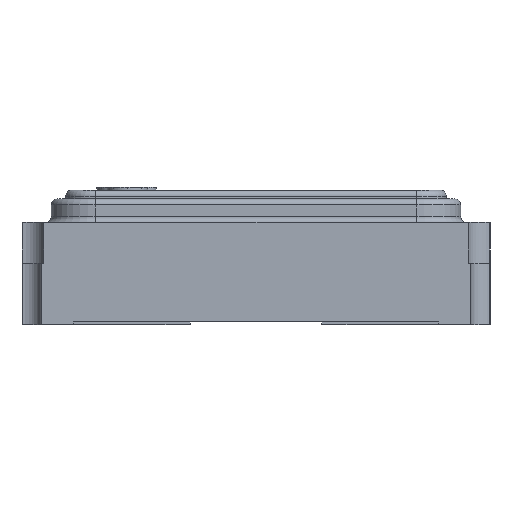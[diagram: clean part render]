
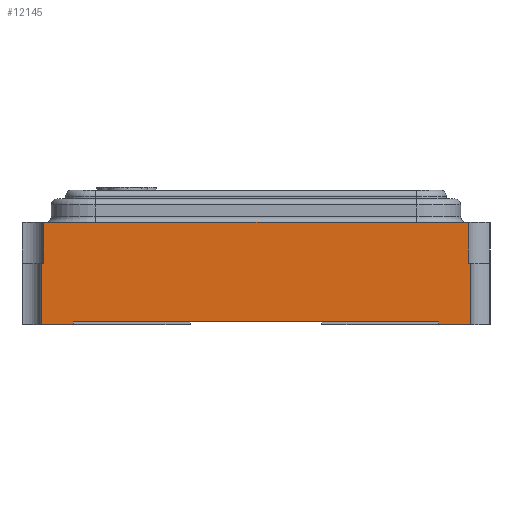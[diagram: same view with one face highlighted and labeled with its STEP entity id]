
A CAD part, left-side view. The second image highlights one B-rep face of the part: STEP entity #12145.
In plain terms, the highlighted planar face has unit normal (-1, 0, 0).
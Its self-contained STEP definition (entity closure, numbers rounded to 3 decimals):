
#152 = VERTEX_POINT ( 'NONE', #14604 ) ;
#236 = EDGE_CURVE ( 'NONE', #2612, #4971, #6072, .T. ) ;
#459 = VERTEX_POINT ( 'NONE', #10665 ) ;
#525 = CARTESIAN_POINT ( 'NONE',  ( -1., -0.735, 0.2 ) ) ;
#594 = EDGE_CURVE ( 'NONE', #2612, #9209, #16532, .T. ) ;
#663 = ORIENTED_EDGE ( 'NONE', *, *, #10169, .T. ) ;
#664 = VECTOR ( 'NONE', #6363, 1000. ) ;
#701 = EDGE_CURVE ( 'NONE', #9209, #3061, #4245, .T. ) ;
#736 = ORIENTED_EDGE ( 'NONE', *, *, #10377, .T. ) ;
#1126 = CARTESIAN_POINT ( 'NONE',  ( -1., 0.735, 0.2 ) ) ;
#1174 = VERTEX_POINT ( 'NONE', #6933 ) ;
#1518 = LINE ( 'NONE', #3544, #9331 ) ;
#1637 = ORIENTED_EDGE ( 'NONE', *, *, #15748, .F. ) ;
#1748 = VECTOR ( 'NONE', #17583, 1000. ) ;
#2035 = VECTOR ( 'NONE', #13322, 1000. ) ;
#2177 = CARTESIAN_POINT ( 'NONE',  ( -1., 0.8, 0. ) ) ;
#2243 = VECTOR ( 'NONE', #7609, 1000. ) ;
#2246 = VECTOR ( 'NONE', #9449, 1000. ) ;
#2390 = EDGE_CURVE ( 'NONE', #1174, #4971, #10957, .T. ) ;
#2612 = VERTEX_POINT ( 'NONE', #1126 ) ;
#2951 = CARTESIAN_POINT ( 'NONE',  ( -1., -0.735, -0.01 ) ) ;
#3050 = VECTOR ( 'NONE', #16448, 1000. ) ;
#3061 = VERTEX_POINT ( 'NONE', #8659 ) ;
#3544 = CARTESIAN_POINT ( 'NONE',  ( -1., -0.725, 0. ) ) ;
#3712 = DIRECTION ( 'NONE',  ( 0., 0., -1. ) ) ;
#3825 = CARTESIAN_POINT ( 'NONE',  ( -1., -0.725, 0.2 ) ) ;
#4245 = LINE ( 'NONE', #8592, #14743 ) ;
#4595 = CARTESIAN_POINT ( 'NONE',  ( -1., 0.625, 0.2 ) ) ;
#4685 = LINE ( 'NONE', #2177, #11786 ) ;
#4885 = ORIENTED_EDGE ( 'NONE', *, *, #7629, .F. ) ;
#4956 = VERTEX_POINT ( 'NONE', #6775 ) ;
#4971 = VERTEX_POINT ( 'NONE', #11170 ) ;
#6072 = LINE ( 'NONE', #11769, #664 ) ;
#6363 = DIRECTION ( 'NONE',  ( 0., -1., 0. ) ) ;
#6588 = DIRECTION ( 'NONE',  ( 1., 0., 0. ) ) ;
#6683 = CARTESIAN_POINT ( 'NONE',  ( -1., 0.8, 0.34 ) ) ;
#6775 = CARTESIAN_POINT ( 'NONE',  ( -1., 0.625, 0. ) ) ;
#6933 = CARTESIAN_POINT ( 'NONE',  ( -1., 0.725, 0.34 ) ) ;
#7479 = VERTEX_POINT ( 'NONE', #2951 ) ;
#7609 = DIRECTION ( 'NONE',  ( 0., 1., 0. ) ) ;
#7629 = EDGE_CURVE ( 'NONE', #4956, #3061, #15839, .T. ) ;
#7675 = DIRECTION ( 'NONE',  ( 0., 0., 1. ) ) ;
#7787 = DIRECTION ( 'NONE',  ( 0., -1., 0. ) ) ;
#8050 = ORIENTED_EDGE ( 'NONE', *, *, #236, .F. ) ;
#8592 = CARTESIAN_POINT ( 'NONE',  ( -1., 0.735, -0.01 ) ) ;
#8659 = CARTESIAN_POINT ( 'NONE',  ( -1., 0.625, -0.01 ) ) ;
#8900 = LINE ( 'NONE', #9163, #1748 ) ;
#9163 = CARTESIAN_POINT ( 'NONE',  ( -1., -0.735, 0.2 ) ) ;
#9209 = VERTEX_POINT ( 'NONE', #15763 ) ;
#9212 = PLANE ( 'NONE',  #13550 ) ;
#9331 = VECTOR ( 'NONE', #7675, 1000. ) ;
#9349 = LINE ( 'NONE', #10943, #2246 ) ;
#9449 = DIRECTION ( 'NONE',  ( 0., 1., 0. ) ) ;
#9611 = CARTESIAN_POINT ( 'NONE',  ( -1., -0.725, 0.34 ) ) ;
#9738 = VERTEX_POINT ( 'NONE', #9611 ) ;
#9783 = DIRECTION ( 'NONE',  ( 0., 1., 0. ) ) ;
#9992 = DIRECTION ( 'NONE',  ( 0., -1., 0. ) ) ;
#10169 = EDGE_CURVE ( 'NONE', #13296, #9738, #1518, .T. ) ;
#10268 = VERTEX_POINT ( 'NONE', #14122 ) ;
#10377 = EDGE_CURVE ( 'NONE', #459, #152, #10853, .T. ) ;
#10454 = LINE ( 'NONE', #525, #2243 ) ;
#10665 = CARTESIAN_POINT ( 'NONE',  ( -1., -0.625, 0. ) ) ;
#10779 = LINE ( 'NONE', #16650, #3050 ) ;
#10853 = LINE ( 'NONE', #12412, #12616 ) ;
#10943 = CARTESIAN_POINT ( 'NONE',  ( -1., -0.735, -0.01 ) ) ;
#10957 = LINE ( 'NONE', #17773, #13507 ) ;
#11036 = DIRECTION ( 'NONE',  ( 0., 0., -1. ) ) ;
#11170 = CARTESIAN_POINT ( 'NONE',  ( -1., 0.725, 0.2 ) ) ;
#11585 = EDGE_LOOP ( 'NONE', ( #4885, #17282, #736, #1637, #12178, #18017, #663, #12567, #18394, #8050, #14520, #15671 ) ) ;
#11769 = CARTESIAN_POINT ( 'NONE',  ( -1., 0.735, 0.2 ) ) ;
#11786 = VECTOR ( 'NONE', #7787, 1000. ) ;
#11990 = FACE_OUTER_BOUND ( 'NONE', #11585, .T. ) ;
#12137 = CARTESIAN_POINT ( 'NONE',  ( -1., 0.735, 0.2 ) ) ;
#12145 = ADVANCED_FACE ( 'NONE', ( #11990 ), #9212, .F. ) ;
#12178 = ORIENTED_EDGE ( 'NONE', *, *, #17814, .F. ) ;
#12412 = CARTESIAN_POINT ( 'NONE',  ( -1., -0.625, 0.2 ) ) ;
#12567 = ORIENTED_EDGE ( 'NONE', *, *, #13281, .F. ) ;
#12616 = VECTOR ( 'NONE', #3712, 1000. ) ;
#12665 = EDGE_CURVE ( 'NONE', #10268, #13296, #10454, .T. ) ;
#13281 = EDGE_CURVE ( 'NONE', #1174, #9738, #10779, .T. ) ;
#13296 = VERTEX_POINT ( 'NONE', #3825 ) ;
#13322 = DIRECTION ( 'NONE',  ( 0., 0., -1. ) ) ;
#13507 = VECTOR ( 'NONE', #14882, 1000. ) ;
#13550 = AXIS2_PLACEMENT_3D ( 'NONE', #6683, #6588, #9783 ) ;
#13831 = EDGE_CURVE ( 'NONE', #4956, #459, #4685, .T. ) ;
#14122 = CARTESIAN_POINT ( 'NONE',  ( -1., -0.735, 0.2 ) ) ;
#14520 = ORIENTED_EDGE ( 'NONE', *, *, #594, .T. ) ;
#14604 = CARTESIAN_POINT ( 'NONE',  ( -1., -0.625, -0.01 ) ) ;
#14743 = VECTOR ( 'NONE', #9992, 1000. ) ;
#14882 = DIRECTION ( 'NONE',  ( 0., 0., -1. ) ) ;
#15671 = ORIENTED_EDGE ( 'NONE', *, *, #701, .T. ) ;
#15748 = EDGE_CURVE ( 'NONE', #7479, #152, #9349, .T. ) ;
#15763 = CARTESIAN_POINT ( 'NONE',  ( -1., 0.735, -0.01 ) ) ;
#15839 = LINE ( 'NONE', #4595, #2035 ) ;
#16448 = DIRECTION ( 'NONE',  ( 0., -1., 0. ) ) ;
#16532 = LINE ( 'NONE', #12137, #16629 ) ;
#16629 = VECTOR ( 'NONE', #11036, 1000. ) ;
#16650 = CARTESIAN_POINT ( 'NONE',  ( -1., 0.8, 0.34 ) ) ;
#17282 = ORIENTED_EDGE ( 'NONE', *, *, #13831, .T. ) ;
#17583 = DIRECTION ( 'NONE',  ( 0., 0., -1. ) ) ;
#17773 = CARTESIAN_POINT ( 'NONE',  ( -1., 0.725, 0. ) ) ;
#17814 = EDGE_CURVE ( 'NONE', #10268, #7479, #8900, .T. ) ;
#18017 = ORIENTED_EDGE ( 'NONE', *, *, #12665, .T. ) ;
#18394 = ORIENTED_EDGE ( 'NONE', *, *, #2390, .T. ) ;
